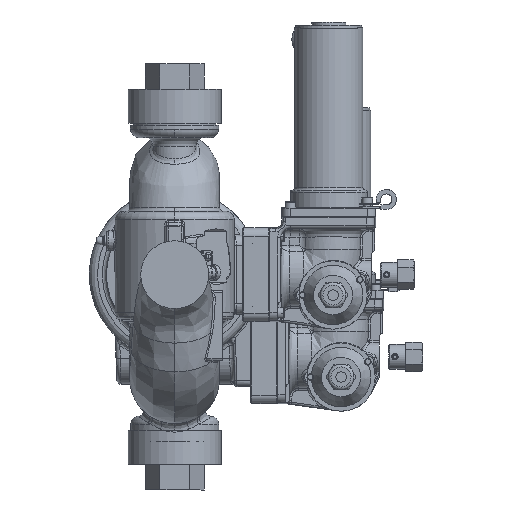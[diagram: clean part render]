
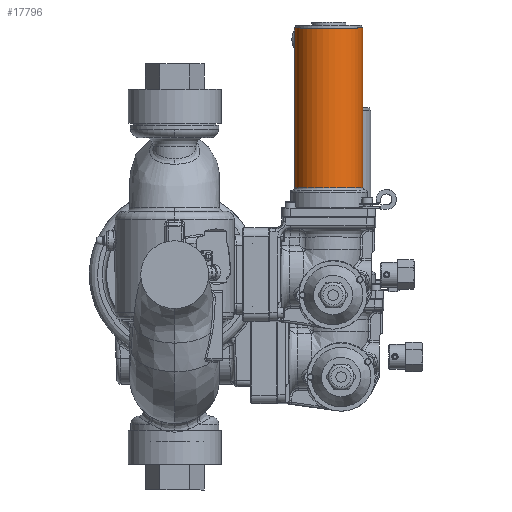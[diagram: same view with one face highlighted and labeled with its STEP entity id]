
A CAD part, front view. The second image highlights one B-rep face of the part: STEP entity #17796.
In plain terms, the highlighted cylindrical face has radius 25.4 mm (diameter 50.8 mm), a full revolution.
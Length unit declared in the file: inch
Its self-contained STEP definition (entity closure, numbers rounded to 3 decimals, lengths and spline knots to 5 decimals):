
#1182 = CARTESIAN_POINT ( 'NONE',  ( 3.5911, -3.3473, 6.59993 ) ) ;
#1463 = CARTESIAN_POINT ( 'NONE',  ( 3.549, -3.47955, 6.90853 ) ) ;
#1740 = CARTESIAN_POINT ( 'NONE',  ( 3.60078, -3.32416, 7.20686 ) ) ;
#2321 = CARTESIAN_POINT ( 'NONE',  ( 4.26248, -2.75244, 7.00853 ) ) ;
#2607 = CARTESIAN_POINT ( 'NONE',  ( 4.1922, -2.77361, 6.64918 ) ) ;
#2886 = DIRECTION ( 'NONE',  ( 1., 0., 0. ) ) ;
#3331 = FACE_OUTER_BOUND ( 'NONE', #49416, .T. ) ;
#5006 = DIRECTION ( 'NONE',  ( -1., 0., 0. ) ) ;
#5392 = ORIENTED_EDGE ( 'NONE', *, *, #79504, .F. ) ;
#5396 = DIRECTION ( 'NONE',  ( 0., -0.001, 1. ) ) ;
#6540 = EDGE_LOOP ( 'NONE', ( #59075, #18439, #52249, #19455 ) ) ;
#7678 = EDGE_CURVE ( 'NONE', #26879, #49363, #71716, .T. ) ;
#7832 = CARTESIAN_POINT ( 'NONE',  ( 3.55043, -3.47386, 6.95854 ) ) ;
#8706 = CARTESIAN_POINT ( 'NONE',  ( 4.28079, -2.74769, 6.92743 ) ) ;
#8973 = CARTESIAN_POINT ( 'NONE',  ( 4.14903, -2.78943, 6.60051 ) ) ;
#13890 = CARTESIAN_POINT ( 'NONE',  ( 3.57532, -3.39027, 6.6482 ) ) ;
#14165 = CARTESIAN_POINT ( 'NONE',  ( 3.55362, -3.46158, 7.00676 ) ) ;
#15022 = CARTESIAN_POINT ( 'NONE',  ( 4.27976, -2.74788, 6.86064 ) ) ;
#15310 = CARTESIAN_POINT ( 'NONE',  ( 4.09976, -2.81092, 6.5608 ) ) ;
#17183 = VERTEX_POINT ( 'NONE', #48946 ) ;
#17202 = CARTESIAN_POINT ( 'NONE',  ( 4.09976, -2.81151, 7.2258 ) ) ;
#17729 = DIRECTION ( 'NONE',  ( 0., 0.001, -1. ) ) ;
#17796 = ADVANCED_FACE ( 'NONE', ( #3331, #35051, #51885 ), #49895, .T. ) ;
#18439 = ORIENTED_EDGE ( 'NONE', *, *, #50495, .F. ) ;
#19332 = CARTESIAN_POINT ( 'NONE',  ( 3.61259, -3.29868, 7.22537 ) ) ;
#19455 = ORIENTED_EDGE ( 'NONE', *, *, #69799, .F. ) ;
#20246 = CARTESIAN_POINT ( 'NONE',  ( 3.56593, -3.41875, 6.68846 ) ) ;
#20537 = CARTESIAN_POINT ( 'NONE',  ( 3.55873, -3.44307, 7.0533 ) ) ;
#21135 = CARTESIAN_POINT ( 'NONE',  ( 4.18149, -2.77782, 7.15053 ) ) ;
#21421 = CARTESIAN_POINT ( 'NONE',  ( 4.27177, -2.74984, 6.81127 ) ) ;
#23755 = CIRCLE ( 'NONE', #73953, 1. ) ;
#26647 = CARTESIAN_POINT ( 'NONE',  ( 3.55883, -3.44245, 6.7315 ) ) ;
#26879 = VERTEX_POINT ( 'NONE', #56372 ) ;
#26909 = CARTESIAN_POINT ( 'NONE',  ( 3.56585, -3.41935, 7.09671 ) ) ;
#26995 = VERTEX_POINT ( 'NONE', #45629 ) ;
#27519 = CARTESIAN_POINT ( 'NONE',  ( 4.21134, -2.76759, 7.11138 ) ) ;
#27796 = CARTESIAN_POINT ( 'NONE',  ( 4.25734, -2.7536, 6.76362 ) ) ;
#28049 = EDGE_CURVE ( 'NONE', #41351, #62673, #60168, .T. ) ;
#31749 = DIRECTION ( 'NONE',  ( 0., -0.001, 1. ) ) ;
#33013 = CARTESIAN_POINT ( 'NONE',  ( 3.55371, -3.46101, 6.77755 ) ) ;
#33073 = AXIS2_PLACEMENT_3D ( 'NONE', #43409, #5396, #49720 ) ;
#33305 = CARTESIAN_POINT ( 'NONE',  ( 3.5752, -3.39104, 7.13694 ) ) ;
#33863 = AXIS2_PLACEMENT_3D ( 'NONE', #78756, #40865, #2886 ) ;
#33889 = CARTESIAN_POINT ( 'NONE',  ( 4.23662, -2.75974, 7.06926 ) ) ;
#34176 = CARTESIAN_POINT ( 'NONE',  ( 4.2369, -2.75934, 6.71797 ) ) ;
#35051 = FACE_BOUND ( 'NONE', #6540, .T. ) ;
#36383 = CARTESIAN_POINT ( 'NONE',  ( 4.52, -3.71833, 6.56 ) ) ;
#37506 = CIRCLE ( 'NONE', #33863, 1. ) ;
#38870 = CARTESIAN_POINT ( 'NONE',  ( 3.60079, -3.32359, 6.57882 ) ) ;
#39439 = CARTESIAN_POINT ( 'NONE',  ( 3.54903, -3.47939, 6.85864 ) ) ;
#39699 = CARTESIAN_POINT ( 'NONE',  ( 3.59106, -3.34792, 7.18565 ) ) ;
#40326 = CARTESIAN_POINT ( 'NONE',  ( 4.25689, -2.75396, 7.02427 ) ) ;
#40594 = CARTESIAN_POINT ( 'NONE',  ( 4.21157, -2.76713, 6.67565 ) ) ;
#40865 = DIRECTION ( 'NONE',  ( 0., 0.001, -1. ) ) ;
#41351 = VERTEX_POINT ( 'NONE', #17202 ) ;
#42778 = DIRECTION ( 'NONE',  ( -1., 0., 0. ) ) ;
#43409 = CARTESIAN_POINT ( 'NONE',  ( 4.52, -3.71893, 7.2325 ) ) ;
#45520 = CARTESIAN_POINT ( 'NONE',  ( 3.61259, -3.29809, 6.56037 ) ) ;
#45629 = CARTESIAN_POINT ( 'NONE',  ( 5.52, -3.71893, 7.2325 ) ) ;
#45782 = CARTESIAN_POINT ( 'NONE',  ( 3.54928, -3.47841, 6.92544 ) ) ;
#46055 = CARTESIAN_POINT ( 'NONE',  ( 3.61259, -3.29868, 7.22537 ) ) ;
#46384 = CARTESIAN_POINT ( 'NONE',  ( 4.09976, -2.81151, 7.2258 ) ) ;
#46649 = CARTESIAN_POINT ( 'NONE',  ( 4.27612, -2.74883, 6.96017 ) ) ;
#46912 = CARTESIAN_POINT ( 'NONE',  ( 4.18174, -2.77727, 6.63644 ) ) ;
#48946 = CARTESIAN_POINT ( 'NONE',  ( 5.52, -3.71476, 2.5435 ) ) ;
#49363 = VERTEX_POINT ( 'NONE', #19332 ) ;
#49416 = EDGE_LOOP ( 'NONE', ( #55353 ) ) ;
#49720 = DIRECTION ( 'NONE',  ( 1., 0., 0. ) ) ;
#49895 = CYLINDRICAL_SURFACE ( 'NONE', #63657, 1. ) ;
#50495 = EDGE_CURVE ( 'NONE', #49363, #41351, #37506, .T. ) ;
#51848 = CARTESIAN_POINT ( 'NONE',  ( 3.57897, -3.37989, 6.6356 ) ) ;
#51885 = FACE_OUTER_BOUND ( 'NONE', #78013, .T. ) ;
#52137 = CARTESIAN_POINT ( 'NONE',  ( 3.55129, -3.47047, 6.9748 ) ) ;
#52249 = ORIENTED_EDGE ( 'NONE', *, *, #7678, .F. ) ;
#53020 = CARTESIAN_POINT ( 'NONE',  ( 4.2809, -2.74762, 6.87754 ) ) ;
#53299 = CARTESIAN_POINT ( 'NONE',  ( 4.12526, -2.79913, 6.5793 ) ) ;
#54422 = AXIS2_PLACEMENT_3D ( 'NONE', #69707, #31749, #76116 ) ;
#55353 = ORIENTED_EDGE ( 'NONE', *, *, #57023, .T. ) ;
#56372 = CARTESIAN_POINT ( 'NONE',  ( 3.61259, -3.29809, 6.56037 ) ) ;
#56400 = CIRCLE ( 'NONE', #33073, 1. ) ;
#57023 = EDGE_CURVE ( 'NONE', #17183, #17183, #80418, .T. ) ;
#58221 = CARTESIAN_POINT ( 'NONE',  ( 3.56877, -3.40977, 6.67473 ) ) ;
#58485 = CARTESIAN_POINT ( 'NONE',  ( 3.55509, -3.45608, 7.02247 ) ) ;
#58802 = CARTESIAN_POINT ( 'NONE',  ( 4.12524, -2.79969, 7.20734 ) ) ;
#59075 = ORIENTED_EDGE ( 'NONE', *, *, #28049, .F. ) ;
#59092 = CARTESIAN_POINT ( 'NONE',  ( 4.14894, -2.78999, 7.18622 ) ) ;
#59360 = CARTESIAN_POINT ( 'NONE',  ( 4.27518, -2.749, 6.82753 ) ) ;
#60168 = B_SPLINE_CURVE_WITH_KNOTS ( 'NONE', 3,
 ( #46384, #58802, #59092, #21135, #65442, #27519, #71840, #33889, #78213, #40326, #2321, #46649, #8706, #53020, #15022, #59360, #21421, #65708, #27796, #72103, #34176, #78477, #40594, #2607, #46912, #8973, #53299, #15310 ),
 .UNSPECIFIED., .F., .F.,
 ( 4, 2, 2, 2, 2, 2, 2, 2, 2, 2, 2, 2, 2, 4 ),
 ( 0., 0.00253, 0.00379, 0.00505, 0.00632, 0.00758, 0.0101, 0.01137, 0.01263, 0.01389, 0.01516, 0.01642, 0.01768, 0.02021 ),
 .UNSPECIFIED. ) ;
#62673 = VERTEX_POINT ( 'NONE', #74070 ) ;
#63657 = AXIS2_PLACEMENT_3D ( 'NONE', #68148, #17729, #5006 ) ;
#64570 = CARTESIAN_POINT ( 'NONE',  ( 3.56095, -3.43509, 6.71684 ) ) ;
#64839 = CARTESIAN_POINT ( 'NONE',  ( 3.56087, -3.43568, 7.06813 ) ) ;
#65442 = CARTESIAN_POINT ( 'NONE',  ( 4.19186, -2.77416, 7.13792 ) ) ;
#65708 = CARTESIAN_POINT ( 'NONE',  ( 4.26285, -2.75214, 6.77932 ) ) ;
#68148 = CARTESIAN_POINT ( 'NONE',  ( 4.52, -3.71893, 7.2325 ) ) ;
#69707 = CARTESIAN_POINT ( 'NONE',  ( 4.52, -3.71476, 2.5435 ) ) ;
#69799 = EDGE_CURVE ( 'NONE', #62673, #26879, #23755, .T. ) ;
#70968 = CARTESIAN_POINT ( 'NONE',  ( 3.55521, -3.4554, 6.76182 ) ) ;
#71242 = CARTESIAN_POINT ( 'NONE',  ( 3.5687, -3.4104, 7.11046 ) ) ;
#71716 = B_SPLINE_CURVE_WITH_KNOTS ( 'NONE', 3,
 ( #45520, #38870, #1182, #51848, #13890, #58221, #20246, #64570, #26647, #70968, #33013, #77345, #39439, #1463, #45782, #7832, #52137, #14165, #58485, #20537, #64839, #26909, #71242, #33305, #77614, #39699, #1740, #46055 ),
 .UNSPECIFIED., .F., .F.,
 ( 4, 2, 2, 2, 2, 2, 2, 2, 2, 2, 2, 2, 2, 4 ),
 ( 0., 0.00253, 0.00379, 0.00505, 0.00632, 0.00758, 0.0101, 0.01137, 0.01263, 0.01389, 0.01516, 0.01642, 0.01768, 0.02021 ),
 .UNSPECIFIED. ) ;
#71840 = CARTESIAN_POINT ( 'NONE',  ( 4.22031, -2.76474, 7.09765 ) ) ;
#72103 = CARTESIAN_POINT ( 'NONE',  ( 4.2443, -2.75722, 6.7328 ) ) ;
#73953 = AXIS2_PLACEMENT_3D ( 'NONE', #36383, #80661, #42778 ) ;
#74070 = CARTESIAN_POINT ( 'NONE',  ( 4.09976, -2.81092, 6.5608 ) ) ;
#76116 = DIRECTION ( 'NONE',  ( 1., 0., 0. ) ) ;
#77345 = CARTESIAN_POINT ( 'NONE',  ( 3.55015, -3.47469, 6.8259 ) ) ;
#77614 = CARTESIAN_POINT ( 'NONE',  ( 3.57887, -3.3806, 7.1497 ) ) ;
#78013 = EDGE_LOOP ( 'NONE', ( #5392 ) ) ;
#78213 = CARTESIAN_POINT ( 'NONE',  ( 4.24396, -2.7576, 7.05459 ) ) ;
#78477 = CARTESIAN_POINT ( 'NONE',  ( 4.22054, -2.7643, 6.6894 ) ) ;
#78756 = CARTESIAN_POINT ( 'NONE',  ( 4.52, -3.71892, 7.225 ) ) ;
#79504 = EDGE_CURVE ( 'NONE', #26995, #26995, #56400, .T. ) ;
#80418 = CIRCLE ( 'NONE', #54422, 1. ) ;
#80661 = DIRECTION ( 'NONE',  ( 0., -0.001, 1. ) ) ;
